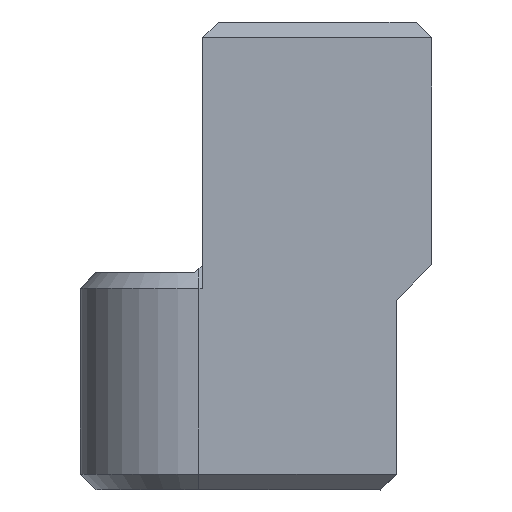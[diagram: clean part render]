
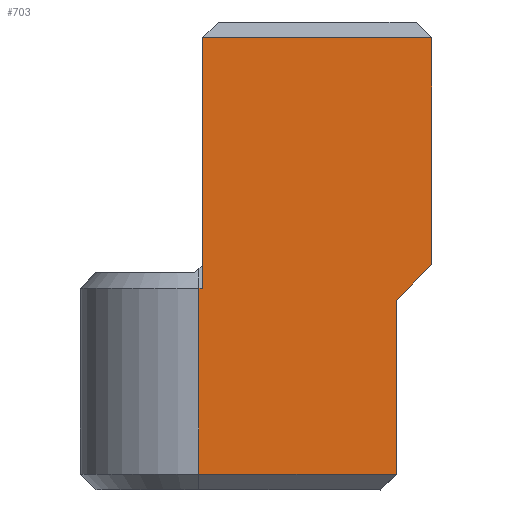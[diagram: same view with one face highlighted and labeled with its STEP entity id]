
A CAD part, left-side view. The second image highlights one B-rep face of the part: STEP entity #703.
In plain terms, the highlighted planar face has unit normal (-1, 0, 0).
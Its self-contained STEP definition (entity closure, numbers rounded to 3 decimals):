
#292 = VERTEX_POINT('',#293);
#293 = CARTESIAN_POINT('',(237.5,-2.,
    -0.7));
#299 = EDGE_CURVE('',#292,#300,#302,.T.);
#300 = VERTEX_POINT('',#301);
#301 = CARTESIAN_POINT('',(237.5,-2.,
    -5.1));
#302 = LINE('',#303,#304);
#303 = CARTESIAN_POINT('',(237.5,-2.,
    -0.7));
#304 = VECTOR('',#305,1.);
#305 = DIRECTION('',(0.,0.,-1.));
#703 = ADVANCED_FACE('',(#704),#761,.T.);
#704 = FACE_BOUND('',#705,.T.);
#705 = EDGE_LOOP('',(#706,#716,#724,#732,#738,#739,#747,#755));
#706 = ORIENTED_EDGE('',*,*,#707,.T.);
#707 = EDGE_CURVE('',#708,#710,#712,.T.);
#708 = VERTEX_POINT('',#709);
#709 = CARTESIAN_POINT('',(237.5,2.9,5.94)
  );
#710 = VERTEX_POINT('',#711);
#711 = CARTESIAN_POINT('',(237.5,2.9,-0.4
    ));
#712 = LINE('',#713,#714);
#713 = CARTESIAN_POINT('',(237.5,2.9,
    0.032));
#714 = VECTOR('',#715,1.);
#715 = DIRECTION('',(0.,0.,-1.));
#716 = ORIENTED_EDGE('',*,*,#717,.F.);
#717 = EDGE_CURVE('',#718,#710,#720,.T.);
#718 = VERTEX_POINT('',#719);
#719 = CARTESIAN_POINT('',(237.5,3.,
    -0.4));
#720 = LINE('',#721,#722);
#721 = CARTESIAN_POINT('',(237.5,3.,
    -0.4));
#722 = VECTOR('',#723,1.);
#723 = DIRECTION('',(0.,-1.,0.));
#724 = ORIENTED_EDGE('',*,*,#725,.T.);
#725 = EDGE_CURVE('',#718,#726,#728,.T.);
#726 = VERTEX_POINT('',#727);
#727 = CARTESIAN_POINT('',(237.5,3.,
    -5.1));
#728 = LINE('',#729,#730);
#729 = CARTESIAN_POINT('',(237.5,3.,
    0.));
#730 = VECTOR('',#731,1.);
#731 = DIRECTION('',(0.,0.,-1.));
#732 = ORIENTED_EDGE('',*,*,#733,.T.);
#733 = EDGE_CURVE('',#726,#300,#734,.T.);
#734 = LINE('',#735,#736);
#735 = CARTESIAN_POINT('',(237.5,3.,
    -5.1));
#736 = VECTOR('',#737,1.);
#737 = DIRECTION('',(0.,-1.,0.));
#738 = ORIENTED_EDGE('',*,*,#299,.F.);
#739 = ORIENTED_EDGE('',*,*,#740,.F.);
#740 = EDGE_CURVE('',#741,#292,#743,.T.);
#741 = VERTEX_POINT('',#742);
#742 = CARTESIAN_POINT('',(237.5,-2.9,
    0.2));
#743 = LINE('',#744,#745);
#744 = CARTESIAN_POINT('',(237.5,-2.9,
    0.2));
#745 = VECTOR('',#746,1.);
#746 = DIRECTION('',(0.,0.707,-0.707)
  );
#747 = ORIENTED_EDGE('',*,*,#748,.F.);
#748 = EDGE_CURVE('',#749,#741,#751,.T.);
#749 = VERTEX_POINT('',#750);
#750 = CARTESIAN_POINT('',(237.5,-2.9,
    5.94));
#751 = LINE('',#752,#753);
#752 = CARTESIAN_POINT('',(237.5,-2.9,
    6.34));
#753 = VECTOR('',#754,1.);
#754 = DIRECTION('',(0.,0.,-1.));
#755 = ORIENTED_EDGE('',*,*,#756,.F.);
#756 = EDGE_CURVE('',#708,#749,#757,.T.);
#757 = LINE('',#758,#759);
#758 = CARTESIAN_POINT('',(237.5,2.9,5.94)
  );
#759 = VECTOR('',#760,1.);
#760 = DIRECTION('',(0.,-1.,0.));
#761 = PLANE('',#762);
#762 = AXIS2_PLACEMENT_3D('',#763,#764,#765);
#763 = CARTESIAN_POINT('',(237.5,1.237,
    0.064));
#764 = DIRECTION('',(-1.,0.,0.));
#765 = DIRECTION('',(0.,0.,-1.));
